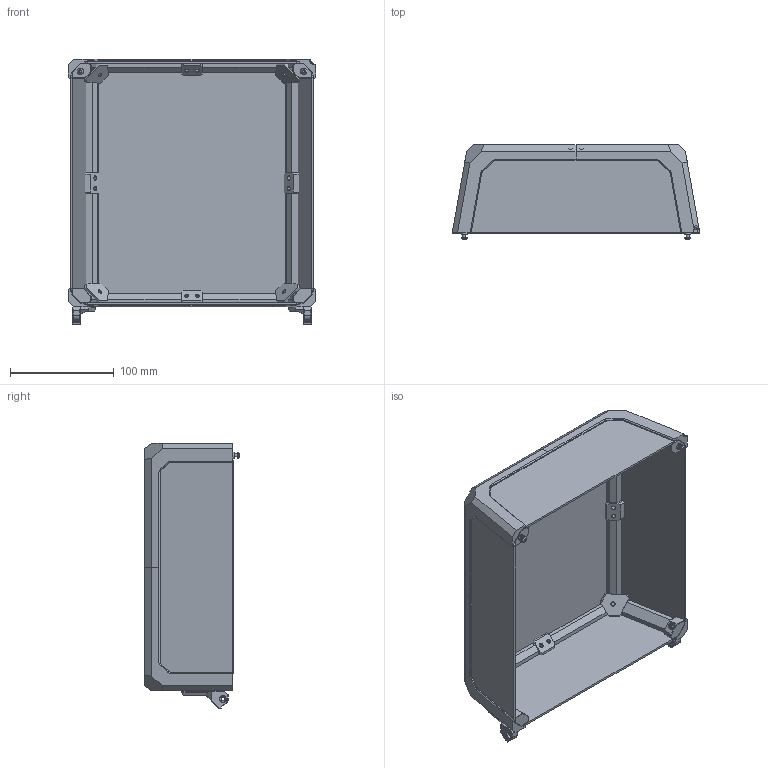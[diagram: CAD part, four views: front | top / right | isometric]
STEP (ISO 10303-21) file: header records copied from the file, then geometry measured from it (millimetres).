
FILE_DESCRIPTION(/* description */ (''),/* implementation_level */ '2;1');
FILE_NAME(/* name */ 'One8Helf_Tophat.step',/* time_stamp */ '2023-01-22T16:28:56+01:00',/* author */ (''),/* organization */ (''),/* preprocessor_version */ 'ST-DEVELOPER v19.2',/* originating_system */ 'Autodesk Translation Framework v11.17.0.187',/* authorisation */ '');
FILE_SCHEMA (('AUTOMOTIVE_DESIGN { 1 0 10303 214 3 1 1 }'));
Length unit declared in the file: millimetre
Products named in the file (11): One8Helf_Tophat; Tophead Hinge_Hinge B Top v1; Lower_Corners; Lower_Corner_Rear_Clip_Left; Lower_Corner_Rear_Clip_Right; Lower_Corner_Front_Clip_Right; M3x8_BHCS; M3x12_BHCS; Lower_Corner_Front_Clip_Right v6(Mirror); M3x8_BHCS v1; M3x12_BHCS v1
Assembly tree (10 placements, depth 4):
  One8Helf_Tophat
    Tophead Hinge_Hinge B Top v1
    Lower_Corners
      Lower_Corner_Rear_Clip_Left
      Lower_Corner_Rear_Clip_Right
      Lower_Corner_Front_Clip_Right
        M3x8_BHCS
        M3x12_BHCS
      Lower_Corner_Front_Clip_Right v6(Mirror)
        M3x8_BHCS v1
        M3x12_BHCS v1
Bounding box: 238 x 91.35 x 254.92 mm (x, y, z)
Volume: 386565.8 mm3; surface area: 285090.9 mm2
Topology: 27 solids, 27 shells, 959 faces, 2394 edges, 1505 vertices
Faces by surface type: plane 638, cylinder 177, cone 116, sphere 16, bspline 12
Full cylindrical faces by diameter (mm): 2.8 x2, 3 x4, 3.2 x4, 3.4 x18, 4.6 x20, 5.7 x4, 6 x6, 6.2 x6
Entity records: 29534 total; most frequent: CARTESIAN_POINT 6170, ORIENTED_EDGE 4764, DIRECTION 4763, EDGE_CURVE 2382, LINE 1739, VECTOR 1739, AXIS2_PLACEMENT_3D 1512, VERTEX_POINT 1505
